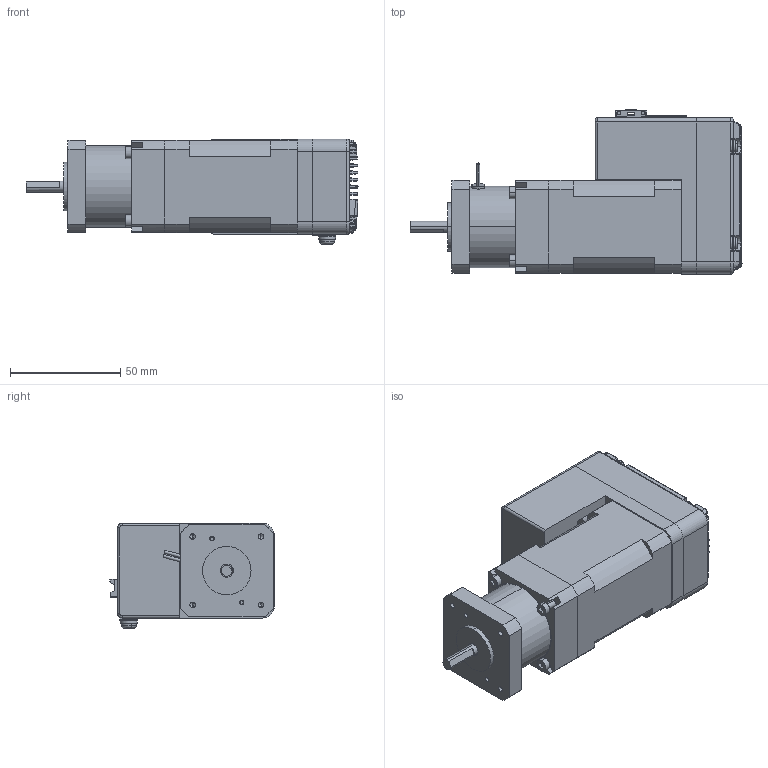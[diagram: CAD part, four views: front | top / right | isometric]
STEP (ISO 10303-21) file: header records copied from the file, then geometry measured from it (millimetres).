
FILE_DESCRIPTION (( 'STEP AP203' ), '1' );
FILE_NAME ('P11E-MO-042-06-R01.STEP', '2020-04-28T11:02:54', ( '' ), ( '' ), 'SwSTEP 2.0', 'SolidWorks 2018', '' );
FILE_SCHEMA (( 'CONFIG_CONTROL_DESIGN' ));
Length unit declared in the file: millimetre
Products named in the file (36): M11D-EC-042-01-R01; M119-EC-042-01-R00; 瞪錳薄樓醴喀攪-3; SH-7050TA; 20R-JMCS-G-B-TF(NSA); 09455511103_100183220MOD000B; KMG; 瞪錳薄樓醴喀攪-5; 791091004; 42EC-PCB1-01; P11E-MO-042-06-R01; spring lock washer_2_jis_JIS B 1251 No.2 4; spring lock washer_ks_KS 1324 - M3; 瞪錳薄樓醴喀攪-2; pan cross head_ks_KS 1023 PC- M4 x 6-N; socket head cap screw_ks_KS 1003 - M3 x 20 x 20-N; 42陝 衛お; 42EC-PCB4-03; small circular plain washer_jis_JIS B 1256 Small circular 4; 877601016; BXW-01-10-89_3D; 20PS-JMCS-G-1B-TF(N); 瞪錳薄樓醴喀攪-1; M119-EC-042-04-R00; 5016451220; 42EC-PCB5-03; sams; _SH-700-Without knob (Minus slot); M117-MO-042-04-R01_湀_; pan cross head_ks_KS 1023 PC- M3 x 25-N; pan cross head_ks_KS 1023 PC- M3 x 20-N; _SH-7050A_body; 瞪錳蕾樓攪喀攪; plain washer small grade a_iso_Washer ISO 7092 - 3; 瞪錳薄樓醴喀攪-4; 42EC-PCB2-01
Assembly tree (52 placements, depth 3):
  P11E-MO-042-06-R01
    pan cross head_ks_KS 1023 PC- M3 x 20-N  x2
    pan cross head_ks_KS 1023 PC- M3 x 25-N  x2
    42EC-PCB5-03
    42EC-PCB1-01
    M119-EC-042-01-R00
    M119-EC-042-04-R00
    42EC-PCB2-01
    瞪錳蕾樓攪喀攪
      瞪錳薄樓醴喀攪-1
      瞪錳薄樓醴喀攪-2
      瞪錳薄樓醴喀攪-3
      瞪錳薄樓醴喀攪-4
      瞪錳薄樓醴喀攪-5
    09455511103_100183220MOD000B  x2
    5016451220
    42EC-PCB4-03
    20PS-JMCS-G-1B-TF(N)  x2
    20R-JMCS-G-B-TF(NSA)  x2
    KMG
    791091004  x2
    877601016  x2
    M117-MO-042-04-R01_湀_
    M11D-EC-042-01-R01
    plain washer small grade a_iso_Washer ISO 7092 - 3  x4
    spring lock washer_ks_KS 1324 - M3  x4
    SH-7050TA  x2
      _SH-7050A_body
      _SH-700-Without knob (Minus slot)
    BXW-01-10-89_3D
    socket head cap screw_ks_KS 1003 - M3 x 20 x 20-N  x4
    42陝 衛お
    sams
      small circular plain washer_jis_JIS B 1256 Small circular 4
      spring lock washer_2_jis_JIS B 1251 No.2 4
      pan cross head_ks_KS 1023 PC- M4 x 6-N
Bounding box: 150.6 x 74.6 x 47.84 mm (x, y, z)
Volume: 213047.8 mm3; surface area: 112635.2 mm2
Topology: 61 solids, 61 shells, 8906 faces, 24378 edges, 15714 vertices
Faces by surface type: plane 6748, cylinder 1603, bspline 253, cone 146, torus 81, sphere 75
Entity records: 181419 total; most frequent: CARTESIAN_POINT 38659, ORIENTED_EDGE 29780, DIRECTION 27437, EDGE_CURVE 14890, VECTOR 11579, LINE 11579, VERTEX_POINT 9564, AXIS2_PLACEMENT_3D 7929
